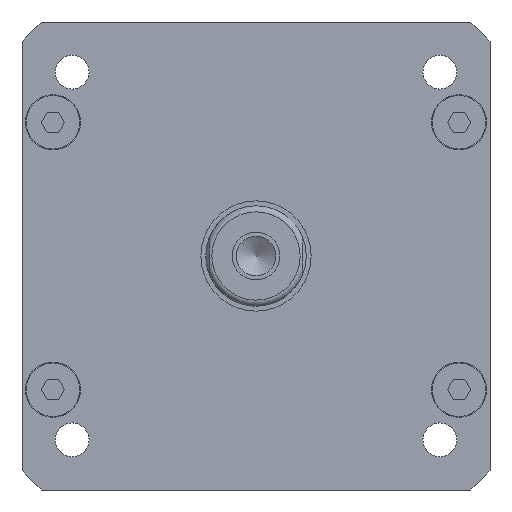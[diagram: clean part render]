
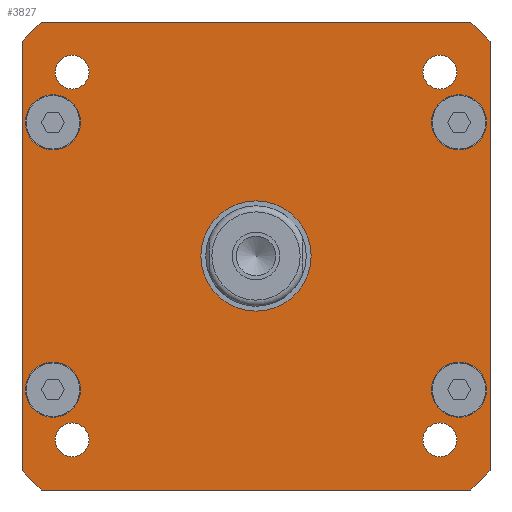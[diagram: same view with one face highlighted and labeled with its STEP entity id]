
A CAD part, front view. The second image highlights one B-rep face of the part: STEP entity #3827.
In plain terms, the highlighted planar face has unit normal (0, -1, 0).
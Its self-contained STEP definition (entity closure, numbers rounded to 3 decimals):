
#346=CARTESIAN_POINT('',(-16.5,-51.5,0.0));
#347=VERTEX_POINT('',#346);
#348=CARTESIAN_POINT('',(0.0,-51.5,0.0));
#349=DIRECTION('',(0.0,1.0,0.0));
#350=DIRECTION('',(-1.0,0.0,0.0));
#351=AXIS2_PLACEMENT_3D('',#348,#349,#350);
#352=CIRCLE('',#351,16.5);
#353=EDGE_CURVE('',#347,#347,#352,.T.);
#2557=CARTESIAN_POINT('',(60.053,-51.5,55.));
#2558=VERTEX_POINT('',#2557);
#2559=CARTESIAN_POINT('',(55.,-51.5,55.));
#2560=DIRECTION('',(0.0,1.0,0.0));
#2561=DIRECTION('',(1.0,0.0,0.0));
#2562=AXIS2_PLACEMENT_3D('',#2559,#2560,#2561);
#2563=CIRCLE('',#2562,5.053);
#2564=EDGE_CURVE('',#2558,#2558,#2563,.T.);
#2585=CARTESIAN_POINT('',(60.053,-51.5,-55.0));
#2586=VERTEX_POINT('',#2585);
#2587=CARTESIAN_POINT('',(55.0,-51.5,-55.0));
#2588=DIRECTION('',(0.0,1.0,0.0));
#2589=DIRECTION('',(1.0,0.0,0.0));
#2590=AXIS2_PLACEMENT_3D('',#2587,#2588,#2589);
#2591=CIRCLE('',#2590,5.053);
#2592=EDGE_CURVE('',#2586,#2586,#2591,.T.);
#2613=CARTESIAN_POINT('',(-49.947,-51.5,-55.0));
#2614=VERTEX_POINT('',#2613);
#2615=CARTESIAN_POINT('',(-55.0,-51.5,-55.0));
#2616=DIRECTION('',(0.0,1.0,0.0));
#2617=DIRECTION('',(1.0,0.0,0.0));
#2618=AXIS2_PLACEMENT_3D('',#2615,#2616,#2617);
#2619=CIRCLE('',#2618,5.053);
#2620=EDGE_CURVE('',#2614,#2614,#2619,.T.);
#2641=CARTESIAN_POINT('',(-49.947,-51.5,55.0));
#2642=VERTEX_POINT('',#2641);
#2643=CARTESIAN_POINT('',(-55.0,-51.5,55.0));
#2644=DIRECTION('',(0.0,1.0,0.0));
#2645=DIRECTION('',(1.0,0.0,0.0));
#2646=AXIS2_PLACEMENT_3D('',#2643,#2644,#2645);
#2647=CIRCLE('',#2646,5.053);
#2648=EDGE_CURVE('',#2642,#2642,#2647,.T.);
#3497=CARTESIAN_POINT('',(-52.5,-51.5,-40.0));
#3498=VERTEX_POINT('',#3497);
#3499=CARTESIAN_POINT('',(-60.75,-51.5,-40.0));
#3500=DIRECTION('',(0.0,1.0,0.0));
#3501=DIRECTION('',(-1.0,0.0,0.0));
#3502=AXIS2_PLACEMENT_3D('',#3499,#3500,#3501);
#3503=CIRCLE('',#3502,8.25);
#3504=EDGE_CURVE('',#3498,#3498,#3503,.T.);
#3565=CARTESIAN_POINT('',(69.0,-51.5,-40.0));
#3566=VERTEX_POINT('',#3565);
#3567=CARTESIAN_POINT('',(60.75,-51.5,-40.0));
#3568=DIRECTION('',(0.0,1.0,0.0));
#3569=DIRECTION('',(-1.0,0.0,0.0));
#3570=AXIS2_PLACEMENT_3D('',#3567,#3568,#3569);
#3571=CIRCLE('',#3570,8.25);
#3572=EDGE_CURVE('',#3566,#3566,#3571,.T.);
#3633=CARTESIAN_POINT('',(69.0,-51.5,40.0));
#3634=VERTEX_POINT('',#3633);
#3635=CARTESIAN_POINT('',(60.75,-51.5,40.0));
#3636=DIRECTION('',(0.0,1.0,0.0));
#3637=DIRECTION('',(-1.0,0.0,0.0));
#3638=AXIS2_PLACEMENT_3D('',#3635,#3636,#3637);
#3639=CIRCLE('',#3638,8.25);
#3640=EDGE_CURVE('',#3634,#3634,#3639,.T.);
#3701=CARTESIAN_POINT('',(-52.5,-51.5,40.0));
#3702=VERTEX_POINT('',#3701);
#3703=CARTESIAN_POINT('',(-60.75,-51.5,40.0));
#3704=DIRECTION('',(0.0,1.0,0.0));
#3705=DIRECTION('',(-1.0,0.0,0.0));
#3706=AXIS2_PLACEMENT_3D('',#3703,#3704,#3705);
#3707=CIRCLE('',#3706,8.25);
#3708=EDGE_CURVE('',#3702,#3702,#3707,.T.);
#3725=CARTESIAN_POINT('',(0.,-51.5,0.));
#3726=DIRECTION('',(0.0,1.0,0.0));
#3727=DIRECTION('',(0.0,0.0,1.0));
#3728=AXIS2_PLACEMENT_3D('',#3725,#3726,#3727);
#3729=PLANE('',#3728);
#3730=CARTESIAN_POINT('',(-70.,-51.5,64.226));
#3731=VERTEX_POINT('',#3730);
#3732=CARTESIAN_POINT('',(-64.226,-51.5,70.0));
#3733=VERTEX_POINT('',#3732);
#3734=CARTESIAN_POINT('',(0.0,-51.5,0.0));
#3735=DIRECTION('',(0.0,1.0,0.0));
#3736=DIRECTION('',(-0.676,0.0,0.737));
#3737=AXIS2_PLACEMENT_3D('',#3734,#3735,#3736);
#3738=CIRCLE('',#3737,95.);
#3739=EDGE_CURVE('',#3731,#3733,#3738,.T.);
#3740=ORIENTED_EDGE('',*,*,#3739,.F.);
#3741=CARTESIAN_POINT('',(-70.,-51.5,-64.226));
#3742=VERTEX_POINT('',#3741);
#3743=CARTESIAN_POINT('',(-70.,-51.5,-64.226));
#3744=DIRECTION('',(0.0,0.0,1.0));
#3745=VECTOR('',#3744,128.452);
#3746=LINE('',#3743,#3745);
#3747=EDGE_CURVE('',#3742,#3731,#3746,.T.);
#3748=ORIENTED_EDGE('',*,*,#3747,.F.);
#3749=CARTESIAN_POINT('',(-64.226,-51.5,-70.0));
#3750=VERTEX_POINT('',#3749);
#3751=CARTESIAN_POINT('',(0.0,-51.5,0.0));
#3752=DIRECTION('',(0.0,1.0,0.0));
#3753=DIRECTION('',(-0.737,0.0,-0.676));
#3754=AXIS2_PLACEMENT_3D('',#3751,#3752,#3753);
#3755=CIRCLE('',#3754,95.0);
#3756=EDGE_CURVE('',#3750,#3742,#3755,.T.);
#3757=ORIENTED_EDGE('',*,*,#3756,.F.);
#3758=CARTESIAN_POINT('',(64.226,-51.5,-70.0));
#3759=VERTEX_POINT('',#3758);
#3760=CARTESIAN_POINT('',(64.226,-51.5,-70.0));
#3761=DIRECTION('',(-1.0,0.0,0.0));
#3762=VECTOR('',#3761,128.452);
#3763=LINE('',#3760,#3762);
#3764=EDGE_CURVE('',#3759,#3750,#3763,.T.);
#3765=ORIENTED_EDGE('',*,*,#3764,.F.);
#3766=CARTESIAN_POINT('',(70.,-51.5,-64.226));
#3767=VERTEX_POINT('',#3766);
#3768=CARTESIAN_POINT('',(0.0,-51.5,0.0));
#3769=DIRECTION('',(0.0,1.0,0.0));
#3770=DIRECTION('',(0.676,0.0,-0.737));
#3771=AXIS2_PLACEMENT_3D('',#3768,#3769,#3770);
#3772=CIRCLE('',#3771,95.);
#3773=EDGE_CURVE('',#3767,#3759,#3772,.T.);
#3774=ORIENTED_EDGE('',*,*,#3773,.F.);
#3775=CARTESIAN_POINT('',(70.,-51.5,64.226));
#3776=VERTEX_POINT('',#3775);
#3777=CARTESIAN_POINT('',(70.,-51.5,64.226));
#3778=DIRECTION('',(0.0,0.0,-1.0));
#3779=VECTOR('',#3778,128.452);
#3780=LINE('',#3777,#3779);
#3781=EDGE_CURVE('',#3776,#3767,#3780,.T.);
#3782=ORIENTED_EDGE('',*,*,#3781,.F.);
#3783=CARTESIAN_POINT('',(64.226,-51.5,70.0));
#3784=VERTEX_POINT('',#3783);
#3785=CARTESIAN_POINT('',(0.0,-51.5,0.0));
#3786=DIRECTION('',(0.0,1.0,0.0));
#3787=DIRECTION('',(0.737,0.0,0.676));
#3788=AXIS2_PLACEMENT_3D('',#3785,#3786,#3787);
#3789=CIRCLE('',#3788,95.0);
#3790=EDGE_CURVE('',#3784,#3776,#3789,.T.);
#3791=ORIENTED_EDGE('',*,*,#3790,.F.);
#3792=CARTESIAN_POINT('',(-64.226,-51.5,70.0));
#3793=DIRECTION('',(1.0,0.0,0.0));
#3794=VECTOR('',#3793,128.452);
#3795=LINE('',#3792,#3794);
#3796=EDGE_CURVE('',#3733,#3784,#3795,.T.);
#3797=ORIENTED_EDGE('',*,*,#3796,.F.);
#3798=EDGE_LOOP('',(#3740,#3748,#3757,#3765,#3774,#3782,#3791,#3797));
#3799=FACE_OUTER_BOUND('',#3798,.T.);
#3800=ORIENTED_EDGE('',*,*,#353,.T.);
#3801=EDGE_LOOP('',(#3800));
#3802=FACE_BOUND('',#3801,.T.);
#3803=ORIENTED_EDGE('',*,*,#2564,.T.);
#3804=EDGE_LOOP('',(#3803));
#3805=FACE_BOUND('',#3804,.T.);
#3806=ORIENTED_EDGE('',*,*,#2592,.T.);
#3807=EDGE_LOOP('',(#3806));
#3808=FACE_BOUND('',#3807,.T.);
#3809=ORIENTED_EDGE('',*,*,#2620,.T.);
#3810=EDGE_LOOP('',(#3809));
#3811=FACE_BOUND('',#3810,.T.);
#3812=ORIENTED_EDGE('',*,*,#2648,.T.);
#3813=EDGE_LOOP('',(#3812));
#3814=FACE_BOUND('',#3813,.T.);
#3815=ORIENTED_EDGE('',*,*,#3504,.T.);
#3816=EDGE_LOOP('',(#3815));
#3817=FACE_BOUND('',#3816,.T.);
#3818=ORIENTED_EDGE('',*,*,#3572,.T.);
#3819=EDGE_LOOP('',(#3818));
#3820=FACE_BOUND('',#3819,.T.);
#3821=ORIENTED_EDGE('',*,*,#3640,.T.);
#3822=EDGE_LOOP('',(#3821));
#3823=FACE_BOUND('',#3822,.T.);
#3824=ORIENTED_EDGE('',*,*,#3708,.T.);
#3825=EDGE_LOOP('',(#3824));
#3826=FACE_BOUND('',#3825,.T.);
#3827=ADVANCED_FACE('',(#3799,#3802,#3805,#3808,#3811,#3814,#3817,#3820,#3823,#3826),#3729,.F.);
